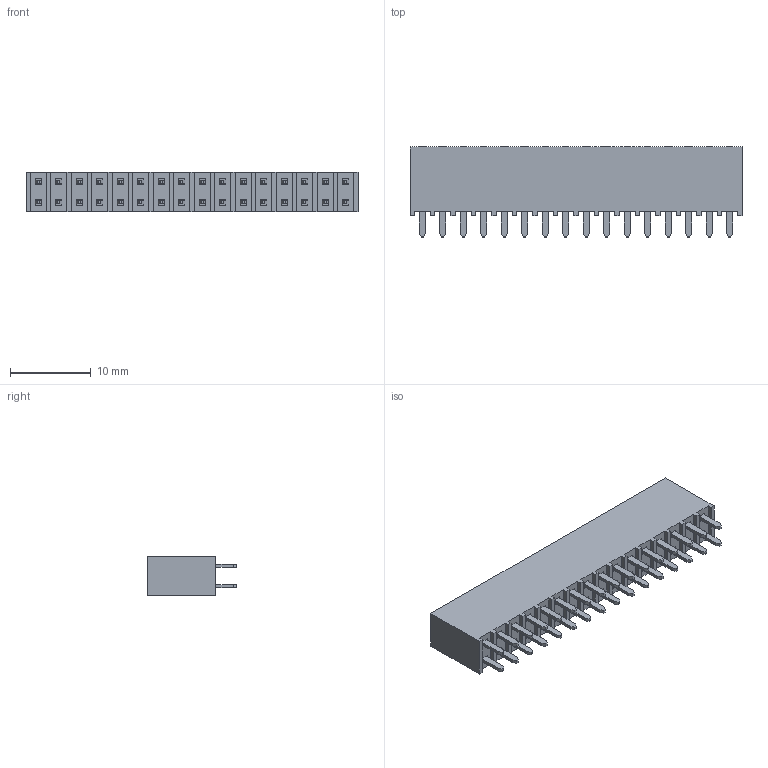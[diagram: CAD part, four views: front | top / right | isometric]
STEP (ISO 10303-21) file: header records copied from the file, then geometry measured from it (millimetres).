
FILE_DESCRIPTION( ( 'STEP AP214' ), '1' );
FILE_NAME( 'SSW-116-01-L-D.stp', '2020-05-12T13:24:28', ( 'License CC BY-ND 4.0' ), ( 'CADENAS' ), ' ', 'PARTsolutions', ' ' );
FILE_SCHEMA( ( 'AUTOMOTIVE_DESIGN { 1 0 10303 214 1 1 1 1 }' ) );
Length unit declared in the file: inch
Products named in the file (3): SSW-116-01-L-D; _T1SSW-116-01-L-D; _P2SSW-116-01-L-D
Assembly tree (2 placements, depth 2):
  SSW-116-01-L-D
    _T1SSW-116-01-L-D
    _P2SSW-116-01-L-D
Bounding box: 41.15 x 11.15 x 4.95 mm (x, y, z)
Volume: 1547 mm3; surface area: 2569.3 mm2
Topology: 2 solids, 2 shells, 428 faces, 1176 edges, 784 vertices
Faces by surface type: plane 428
Entity records: 16906 total; most frequent: CARTESIAN_POINT 2391, ORIENTED_EDGE 2352, DIRECTION 2038, EDGE_CURVE 1176, LINE 1176, VECTOR 1176, VERTEX_POINT 784, EDGE_LOOP 524
